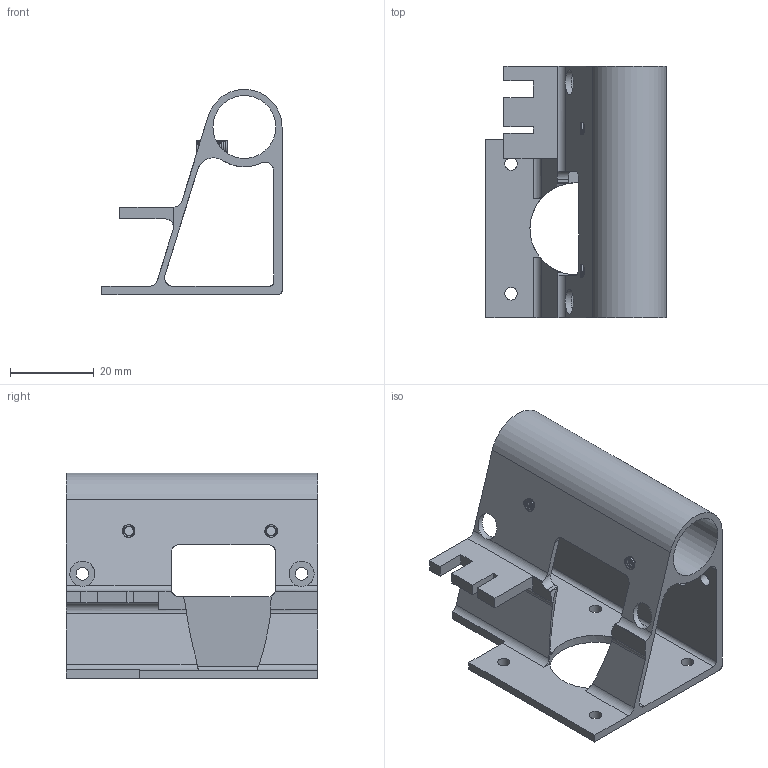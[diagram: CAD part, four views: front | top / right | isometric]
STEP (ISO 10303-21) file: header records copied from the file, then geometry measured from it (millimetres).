
FILE_DESCRIPTION(/* description */ (''),/* implementation_level */ '2;1');
FILE_NAME(/* name */ 'LEFT CARRIAGE.stp',/* time_stamp */ '2020-11-19T20:24:26+03:00',/* author */ ('Max'),/* organization */ (''),/* preprocessor_version */ 'ST-DEVELOPER v16.5',/* originating_system */ 'Autodesk Inventor 2017',/* authorisation */ '');
FILE_SCHEMA (('AUTOMOTIVE_DESIGN { 1 0 10303 214 3 1 1 }'));
Length unit declared in the file: millimetre
Products named in the file (1): лЕВАЯ  \X2\041A0410042004150422
  Y
Bounding box: 43 x 60 x 48.98 mm (x, y, z)
Volume: 16190.2 mm3; surface area: 17951.9 mm2
Topology: 3 solids, 3 shells, 99 faces, 298 edges, 199 vertices
Faces by surface type: plane 46, cylinder 41, bspline 12
Full cylindrical faces by diameter (mm): 3 x10, 6 x2, 15 x1, 22 x1
Entity records: 10479 total; most frequent: CARTESIAN_POINT 7857, ORIENTED_EDGE 560, DIRECTION 483, EDGE_CURVE 280, VERTEX_POINT 195, AXIS2_PLACEMENT_3D 173, EDGE_LOOP 141, LINE 137
